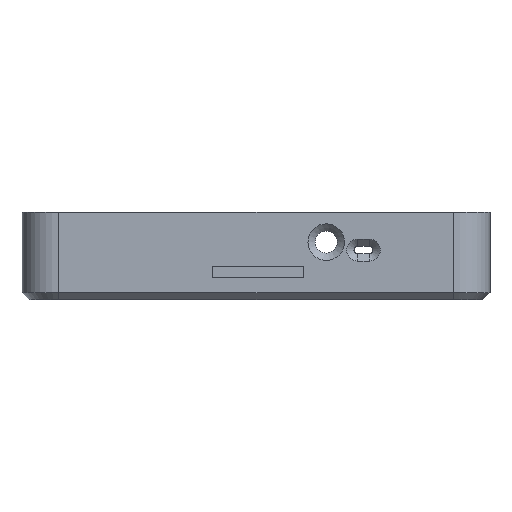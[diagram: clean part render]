
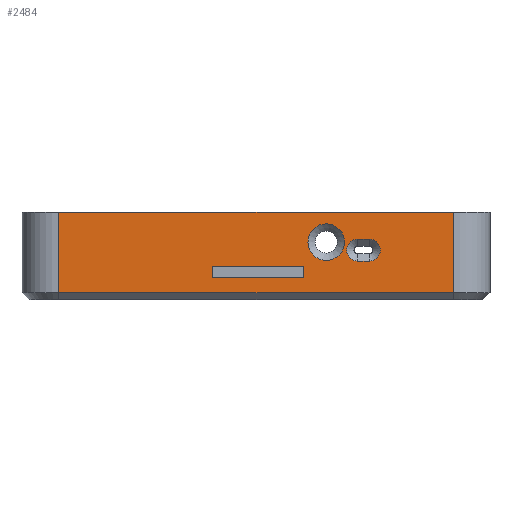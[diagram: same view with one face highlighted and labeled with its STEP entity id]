
A CAD part, left-side view. The second image highlights one B-rep face of the part: STEP entity #2484.
In plain terms, the highlighted planar face has unit normal (-1, 0, 0).
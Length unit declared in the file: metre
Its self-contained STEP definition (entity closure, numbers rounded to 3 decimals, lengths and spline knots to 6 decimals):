
#82=LINE('',#3679,#337);
#83=LINE('',#3682,#338);
#84=LINE('',#3684,#339);
#85=LINE('',#3686,#340);
#86=LINE('',#3687,#341);
#87=LINE('',#3692,#342);
#88=LINE('',#3697,#343);
#89=LINE('',#3700,#344);
#90=LINE('',#3702,#345);
#91=LINE('',#3704,#346);
#337=VECTOR('',#2915,1.);
#338=VECTOR('',#2916,1.);
#339=VECTOR('',#2917,1.);
#340=VECTOR('',#2918,1.);
#341=VECTOR('',#2919,1.);
#342=VECTOR('',#2922,1.);
#343=VECTOR('',#2927,1.);
#344=VECTOR('',#2928,1.);
#345=VECTOR('',#2929,1.);
#346=VECTOR('',#2930,1.);
#595=ORIENTED_EDGE('',*,*,#1311,.F.);
#596=ORIENTED_EDGE('',*,*,#1312,.F.);
#597=ORIENTED_EDGE('',*,*,#1313,.F.);
#598=ORIENTED_EDGE('',*,*,#1314,.F.);
#599=ORIENTED_EDGE('',*,*,#1315,.F.);
#600=ORIENTED_EDGE('',*,*,#1316,.F.);
#601=ORIENTED_EDGE('',*,*,#1317,.F.);
#602=ORIENTED_EDGE('',*,*,#1318,.F.);
#603=ORIENTED_EDGE('',*,*,#1319,.F.);
#604=ORIENTED_EDGE('',*,*,#1320,.F.);
#605=ORIENTED_EDGE('',*,*,#1321,.T.);
#606=ORIENTED_EDGE('',*,*,#1322,.T.);
#607=ORIENTED_EDGE('',*,*,#1323,.F.);
#1311=EDGE_CURVE('',#1669,#1670,#82,.T.);
#1312=EDGE_CURVE('',#1671,#1669,#83,.T.);
#1313=EDGE_CURVE('',#1672,#1671,#84,.T.);
#1314=EDGE_CURVE('',#1670,#1672,#85,.T.);
#1315=EDGE_CURVE('',#1673,#1674,#86,.T.);
#1316=EDGE_CURVE('',#1675,#1673,#1894,.T.);
#1317=EDGE_CURVE('',#1676,#1675,#87,.T.);
#1318=EDGE_CURVE('',#1674,#1676,#1895,.T.);
#1319=EDGE_CURVE('',#1677,#1677,#1896,.T.);
#1320=EDGE_CURVE('',#1678,#1679,#88,.T.);
#1321=EDGE_CURVE('',#1678,#1680,#89,.T.);
#1322=EDGE_CURVE('',#1680,#1681,#90,.T.);
#1323=EDGE_CURVE('',#1679,#1681,#91,.T.);
#1669=VERTEX_POINT('',#3680);
#1670=VERTEX_POINT('',#3681);
#1671=VERTEX_POINT('',#3683);
#1672=VERTEX_POINT('',#3685);
#1673=VERTEX_POINT('',#3688);
#1674=VERTEX_POINT('',#3689);
#1675=VERTEX_POINT('',#3691);
#1676=VERTEX_POINT('',#3693);
#1677=VERTEX_POINT('',#3696);
#1678=VERTEX_POINT('',#3698);
#1679=VERTEX_POINT('',#3699);
#1680=VERTEX_POINT('',#3701);
#1681=VERTEX_POINT('',#3703);
#1894=CIRCLE('',#2648,0.0015);
#1895=CIRCLE('',#2649,0.0015);
#1896=CIRCLE('',#2650,0.0025);
#1998=EDGE_LOOP('',(#595,#596,#597,#598));
#1999=EDGE_LOOP('',(#599,#600,#601,#602));
#2000=EDGE_LOOP('',(#603));
#2001=EDGE_LOOP('',(#604,#605,#606,#607));
#2199=FACE_BOUND('',#1998,.T.);
#2200=FACE_BOUND('',#1999,.T.);
#2201=FACE_BOUND('',#2000,.T.);
#2202=FACE_BOUND('',#2001,.T.);
#2397=PLANE('',#2647);
#2484=ADVANCED_FACE('',(#2199,#2200,#2201,#2202),#2397,.T.);
#2647=AXIS2_PLACEMENT_3D('',#3678,#2913,#2914);
#2648=AXIS2_PLACEMENT_3D('',#3690,#2920,#2921);
#2649=AXIS2_PLACEMENT_3D('',#3694,#2923,#2924);
#2650=AXIS2_PLACEMENT_3D('',#3695,#2925,#2926);
#2913=DIRECTION('',(-1.,0.,0.));
#2914=DIRECTION('',(0.,-1.,0.));
#2915=DIRECTION('',(0.,0.,1.));
#2916=DIRECTION('',(0.,1.,0.));
#2917=DIRECTION('',(0.,0.,-1.));
#2918=DIRECTION('',(0.,-1.,0.));
#2919=DIRECTION('',(0.,-1.,0.));
#2920=DIRECTION('',(-1.,0.,0.));
#2921=DIRECTION('',(0.,0.,-1.));
#2922=DIRECTION('',(0.,1.,0.));
#2923=DIRECTION('',(-1.,0.,0.));
#2924=DIRECTION('',(0.,0.,1.));
#2925=DIRECTION('',(-1.,0.,0.));
#2926=DIRECTION('',(0.,1.,0.));
#2927=DIRECTION('',(0.,0.,-1.));
#2928=DIRECTION('',(0.,-1.,0.));
#2929=DIRECTION('',(0.,0.,-1.));
#2930=DIRECTION('',(0.,-1.,0.));
#3678=CARTESIAN_POINT('',(-0.0345,0.032,0.));
#3679=CARTESIAN_POINT('',(-0.0345,0.027,0.));
#3680=CARTESIAN_POINT('',(-0.0345,0.027,0.001));
#3681=CARTESIAN_POINT('',(-0.0345,0.027,0.012));
#3682=CARTESIAN_POINT('',(-0.0345,0.016,0.001));
#3683=CARTESIAN_POINT('',(-0.0345,-0.027,0.001));
#3684=CARTESIAN_POINT('',(-0.0345,-0.027,0.));
#3685=CARTESIAN_POINT('',(-0.0345,-0.027,0.012));
#3686=CARTESIAN_POINT('',(-0.0345,-0.032,0.012));
#3687=CARTESIAN_POINT('',(-0.0345,0.00825,0.0053));
#3688=CARTESIAN_POINT('',(-0.0345,-0.0139,0.0053));
#3689=CARTESIAN_POINT('',(-0.0345,-0.0155,0.0053));
#3690=CARTESIAN_POINT('',(-0.0345,-0.0139,0.0068));
#3691=CARTESIAN_POINT('',(-0.0345,-0.0139,0.0083));
#3692=CARTESIAN_POINT('',(-0.0345,0.00905,0.0083));
#3693=CARTESIAN_POINT('',(-0.0345,-0.0155,0.0083));
#3694=CARTESIAN_POINT('',(-0.0345,-0.0155,0.0068));
#3695=CARTESIAN_POINT('',(-0.0345,-0.009601,0.007896));
#3696=CARTESIAN_POINT('',(-0.0345,-0.007101,0.007896));
#3697=CARTESIAN_POINT('',(-0.0345,0.006,0.0038));
#3698=CARTESIAN_POINT('',(-0.0345,0.006,0.0046));
#3699=CARTESIAN_POINT('',(-0.0345,0.006,0.003));
#3700=CARTESIAN_POINT('',(-0.0345,-0.00025,0.0046));
#3701=CARTESIAN_POINT('',(-0.0345,-0.0065,0.0046));
#3702=CARTESIAN_POINT('',(-0.0345,-0.0065,0.0038));
#3703=CARTESIAN_POINT('',(-0.0345,-0.0065,0.003));
#3704=CARTESIAN_POINT('',(-0.0345,-0.00025,0.003));
